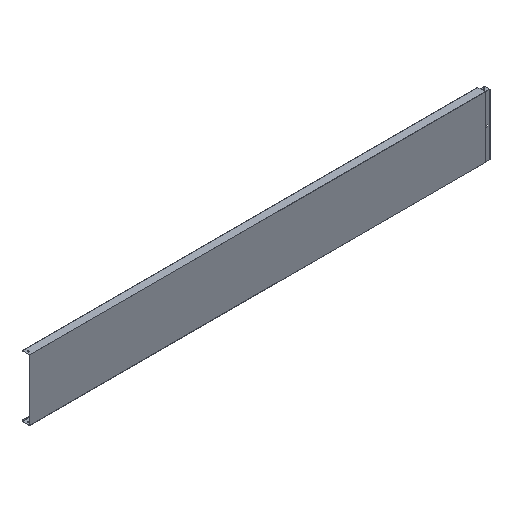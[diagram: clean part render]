
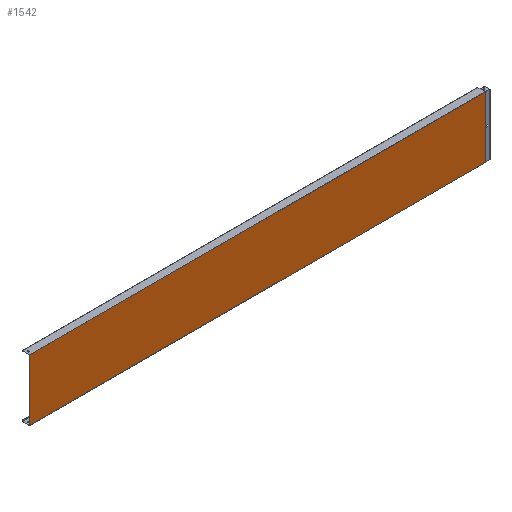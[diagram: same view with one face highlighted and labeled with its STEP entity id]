
A CAD part, isometric view. The second image highlights one B-rep face of the part: STEP entity #1542.
In plain terms, the highlighted planar face has unit normal (0, -1, 0).
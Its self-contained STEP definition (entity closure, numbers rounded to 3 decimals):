
#27 = FACE_OUTER_BOUND ( 'NONE', #668, .T. ) ;
#66 = DIRECTION ( 'NONE',  ( 0., 0., 1. ) ) ;
#174 = ORIENTED_EDGE ( 'NONE', *, *, #1750, .T. ) ;
#188 = DIRECTION ( 'NONE',  ( 0., 0., -1. ) ) ;
#301 = ORIENTED_EDGE ( 'NONE', *, *, #1317, .T. ) ;
#305 = AXIS2_PLACEMENT_3D ( 'NONE', #716, #1093, #1097 ) ;
#341 = VECTOR ( 'NONE', #1046, 1000. ) ;
#565 = VERTEX_POINT ( 'NONE', #797 ) ;
#668 = EDGE_LOOP ( 'NONE', ( #993, #301, #174, #1630 ) ) ;
#703 = CARTESIAN_POINT ( 'NONE',  ( 400.001, 0., 200. ) ) ;
#716 = CARTESIAN_POINT ( 'NONE',  ( -2970., 0., 200. ) ) ;
#718 = CARTESIAN_POINT ( 'NONE',  ( 2.646, 0., 200. ) ) ;
#782 = CARTESIAN_POINT ( 'NONE',  ( -2970., 0., -200. ) ) ;
#797 = CARTESIAN_POINT ( 'NONE',  ( -2970., 0., 200. ) ) ;
#834 = VERTEX_POINT ( 'NONE', #1102 ) ;
#850 = DIRECTION ( 'NONE',  ( -1., 0., 0. ) ) ;
#993 = ORIENTED_EDGE ( 'NONE', *, *, #1309, .F. ) ;
#1012 = LINE ( 'NONE', #1299, #1289 ) ;
#1031 = VERTEX_POINT ( 'NONE', #718 ) ;
#1046 = DIRECTION ( 'NONE',  ( -1., 0., 0. ) ) ;
#1093 = DIRECTION ( 'NONE',  ( 0., -1., 0. ) ) ;
#1097 = DIRECTION ( 'NONE',  ( 0., 0., -1. ) ) ;
#1102 = CARTESIAN_POINT ( 'NONE',  ( 2.646, 0., -200. ) ) ;
#1226 = VERTEX_POINT ( 'NONE', #782 ) ;
#1229 = EDGE_CURVE ( 'NONE', #565, #1226, #1643, .T. ) ;
#1240 = VECTOR ( 'NONE', #188, 1000. ) ;
#1276 = CARTESIAN_POINT ( 'NONE',  ( -2970., 0., 200. ) ) ;
#1289 = VECTOR ( 'NONE', #66, 1000. ) ;
#1299 = CARTESIAN_POINT ( 'NONE',  ( 2.646, 0., -200. ) ) ;
#1309 = EDGE_CURVE ( 'NONE', #834, #1226, #1530, .T. ) ;
#1317 = EDGE_CURVE ( 'NONE', #834, #1031, #1012, .T. ) ;
#1352 = PLANE ( 'NONE',  #305 ) ;
#1425 = CARTESIAN_POINT ( 'NONE',  ( 400.001, 0., -200. ) ) ;
#1466 = LINE ( 'NONE', #703, #1551 ) ;
#1530 = LINE ( 'NONE', #1425, #341 ) ;
#1542 = ADVANCED_FACE ( 'NONE', ( #27 ), #1352, .T. ) ;
#1551 = VECTOR ( 'NONE', #850, 1000. ) ;
#1630 = ORIENTED_EDGE ( 'NONE', *, *, #1229, .T. ) ;
#1643 = LINE ( 'NONE', #1276, #1240 ) ;
#1750 = EDGE_CURVE ( 'NONE', #1031, #565, #1466, .T. ) ;
